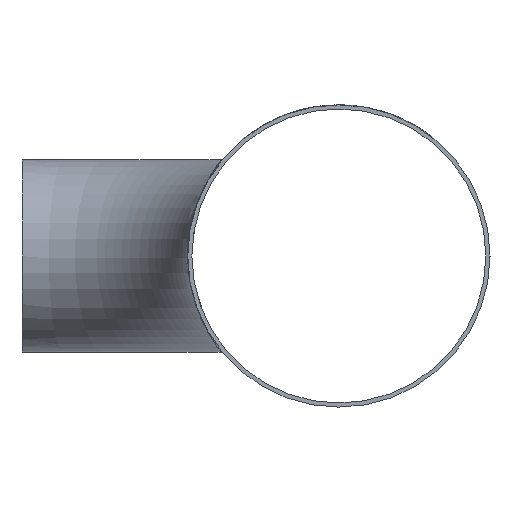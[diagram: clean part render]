
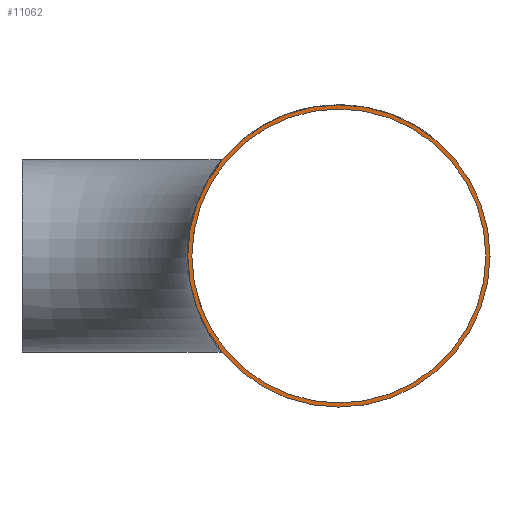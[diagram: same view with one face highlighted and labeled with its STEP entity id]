
A CAD part, left-side view. The second image highlights one B-rep face of the part: STEP entity #11062.
In plain terms, the highlighted planar face has unit normal (-1, 0, 0).
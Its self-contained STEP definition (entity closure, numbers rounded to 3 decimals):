
#2509 = AXIS2_PLACEMENT_3D ( 'NONE', #11259, #28453, #8199 ) ;
#4681 = AXIS2_PLACEMENT_3D ( 'NONE', #21403, #28348, #10947 ) ;
#4916 = DIRECTION ( 'NONE',  ( 0., 0., -1. ) ) ;
#5591 = CARTESIAN_POINT ( 'NONE',  ( -305., -229.7, -106.55 ) ) ;
#7333 = EDGE_LOOP ( 'NONE', ( #16511 ) ) ;
#7731 = EDGE_LOOP ( 'NONE', ( #21865 ) ) ;
#8199 = DIRECTION ( 'NONE',  ( 0., 0., -1. ) ) ;
#10002 = EDGE_CURVE ( 'NONE', #22851, #22851, #40191, .T. ) ;
#10330 = AXIS2_PLACEMENT_3D ( 'NONE', #24776, #37247, #4916 ) ;
#10947 = DIRECTION ( 'NONE',  ( 0., 0., -1. ) ) ;
#11062 = ADVANCED_FACE ( 'NONE', ( #34751, #38476 ), #23998, .F. ) ;
#11259 = CARTESIAN_POINT ( 'NONE',  ( -305., -229.7, 0. ) ) ;
#13911 = EDGE_CURVE ( 'NONE', #18895, #18895, #22018, .T. ) ;
#16511 = ORIENTED_EDGE ( 'NONE', *, *, #10002, .T. ) ;
#18895 = VERTEX_POINT ( 'NONE', #36094 ) ;
#21403 = CARTESIAN_POINT ( 'NONE',  ( -305., -229.7, 0. ) ) ;
#21865 = ORIENTED_EDGE ( 'NONE', *, *, #13911, .F. ) ;
#22018 = CIRCLE ( 'NONE', #2509, 109.55 ) ;
#22851 = VERTEX_POINT ( 'NONE', #5591 ) ;
#23998 = PLANE ( 'NONE',  #10330 ) ;
#24776 = CARTESIAN_POINT ( 'NONE',  ( -305., -229.7, 0. ) ) ;
#28348 = DIRECTION ( 'NONE',  ( 1., 0., 0. ) ) ;
#28453 = DIRECTION ( 'NONE',  ( 1., 0., 0. ) ) ;
#34751 = FACE_BOUND ( 'NONE', #7333, .T. ) ;
#36094 = CARTESIAN_POINT ( 'NONE',  ( -305., -229.7, -109.55 ) ) ;
#37247 = DIRECTION ( 'NONE',  ( 1., 0., 0. ) ) ;
#38476 = FACE_OUTER_BOUND ( 'NONE', #7731, .T. ) ;
#40191 = CIRCLE ( 'NONE', #4681, 106.55 ) ;
